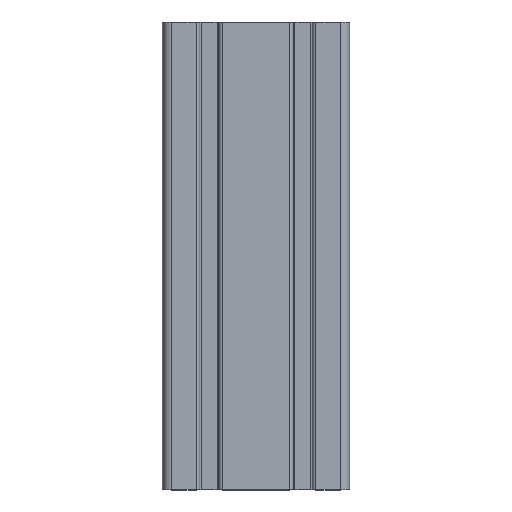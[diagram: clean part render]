
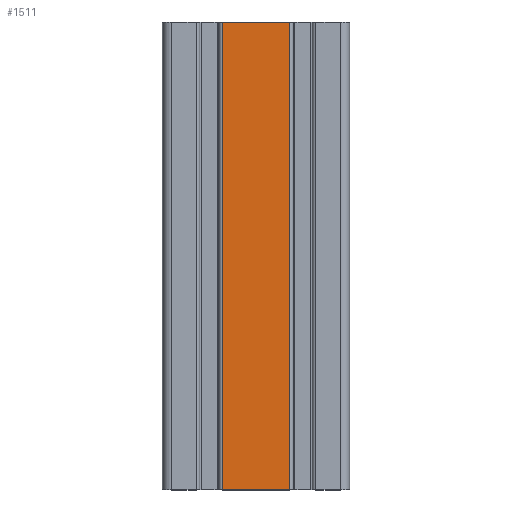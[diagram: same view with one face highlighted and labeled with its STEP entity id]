
A CAD part, top view. The second image highlights one B-rep face of the part: STEP entity #1511.
In plain terms, the highlighted planar face has unit normal (0, 0, 1).
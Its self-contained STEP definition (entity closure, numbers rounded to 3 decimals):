
#160 = LINE ( 'NONE', #2690, #252 ) ;
#232 = DIRECTION ( 'NONE',  ( 0., 1., 0. ) ) ;
#252 = VECTOR ( 'NONE', #2815, 1000. ) ;
#321 = CARTESIAN_POINT ( 'NONE',  ( -14.4, 0., 20. ) ) ;
#657 = ORIENTED_EDGE ( 'NONE', *, *, #976, .T. ) ;
#976 = EDGE_CURVE ( 'NONE', #6444, #6105, #4820, .T. ) ;
#1019 = EDGE_LOOP ( 'NONE', ( #657, #2492, #1276, #1379 ) ) ;
#1132 = EDGE_CURVE ( 'NONE', #3927, #4235, #6580, .T. ) ;
#1250 = VECTOR ( 'NONE', #7092, 1000. ) ;
#1276 = ORIENTED_EDGE ( 'NONE', *, *, #1132, .T. ) ;
#1379 = ORIENTED_EDGE ( 'NONE', *, *, #3934, .T. ) ;
#1461 = DIRECTION ( 'NONE',  ( 0., 0., 1. ) ) ;
#1511 = ADVANCED_FACE ( 'NONE', ( #3127 ), #3385, .T. ) ;
#1724 = CARTESIAN_POINT ( 'NONE',  ( -14.4, 200., 20. ) ) ;
#2492 = ORIENTED_EDGE ( 'NONE', *, *, #6766, .T. ) ;
#2690 = CARTESIAN_POINT ( 'NONE',  ( -14.4, 0., 20. ) ) ;
#2815 = DIRECTION ( 'NONE',  ( 0., -1., 0. ) ) ;
#3127 = FACE_OUTER_BOUND ( 'NONE', #1019, .T. ) ;
#3214 = CARTESIAN_POINT ( 'NONE',  ( 14.4, 0., 20. ) ) ;
#3385 = PLANE ( 'NONE',  #3842 ) ;
#3537 = LINE ( 'NONE', #3214, #3913 ) ;
#3842 = AXIS2_PLACEMENT_3D ( 'NONE', #5055, #1461, #5655 ) ;
#3913 = VECTOR ( 'NONE', #232, 1000. ) ;
#3927 = VERTEX_POINT ( 'NONE', #5668 ) ;
#3934 = EDGE_CURVE ( 'NONE', #4235, #6444, #160, .T. ) ;
#4235 = VERTEX_POINT ( 'NONE', #4962 ) ;
#4820 = LINE ( 'NONE', #5415, #6031 ) ;
#4962 = CARTESIAN_POINT ( 'NONE',  ( -14.4, 200., 20. ) ) ;
#5055 = CARTESIAN_POINT ( 'NONE',  ( -14.4, 0., 20. ) ) ;
#5415 = CARTESIAN_POINT ( 'NONE',  ( -14.4, 0., 20. ) ) ;
#5655 = DIRECTION ( 'NONE',  ( 1., 0., 0. ) ) ;
#5668 = CARTESIAN_POINT ( 'NONE',  ( 14.4, 200., 20. ) ) ;
#5916 = CARTESIAN_POINT ( 'NONE',  ( 14.4, 0., 20. ) ) ;
#6031 = VECTOR ( 'NONE', #7209, 1000. ) ;
#6105 = VERTEX_POINT ( 'NONE', #5916 ) ;
#6444 = VERTEX_POINT ( 'NONE', #321 ) ;
#6580 = LINE ( 'NONE', #1724, #1250 ) ;
#6766 = EDGE_CURVE ( 'NONE', #6105, #3927, #3537, .T. ) ;
#7092 = DIRECTION ( 'NONE',  ( -1., 0., 0. ) ) ;
#7209 = DIRECTION ( 'NONE',  ( 1., 0., 0. ) ) ;
